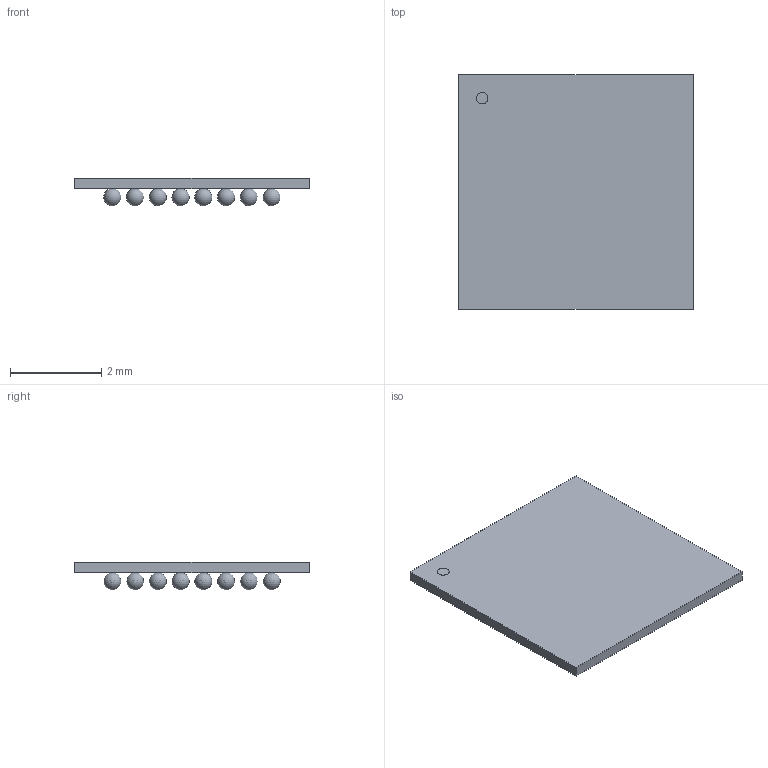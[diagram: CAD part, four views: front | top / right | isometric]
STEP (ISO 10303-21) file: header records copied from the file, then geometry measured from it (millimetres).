
FILE_DESCRIPTION(('STEP AP214'),'1');
FILE_NAME('UFBGA64-5x5mm','2019-09-27T11:07:35',(''),(''),'','','');
FILE_SCHEMA(('AUTOMOTIVE_DESIGN'));
Length unit declared in the file: millimetre
Products named in the file (1): product
Bounding box: 5.16 x 5.16 x 0.61 mm (x, y, z)
Volume: 1.9 mm3; surface area: 145.1 mm2
Topology: 65 solids, 77 shells, 79 faces, 243 edges, 178 vertices
Faces by surface type: sphere 64, plane 14, cylinder 1
Full cylindrical faces by diameter (mm): 0.258 x1
Entity records: 1358 total; most frequent: CARTESIAN_POINT 245, DIRECTION 214, VERTEX_POINT 162, AXIS2_PLACEMENT_3D 83, STYLED_ITEM 79, ADVANCED_FACE 79, FACE_BOUND 65, SPHERICAL_SURFACE 64
